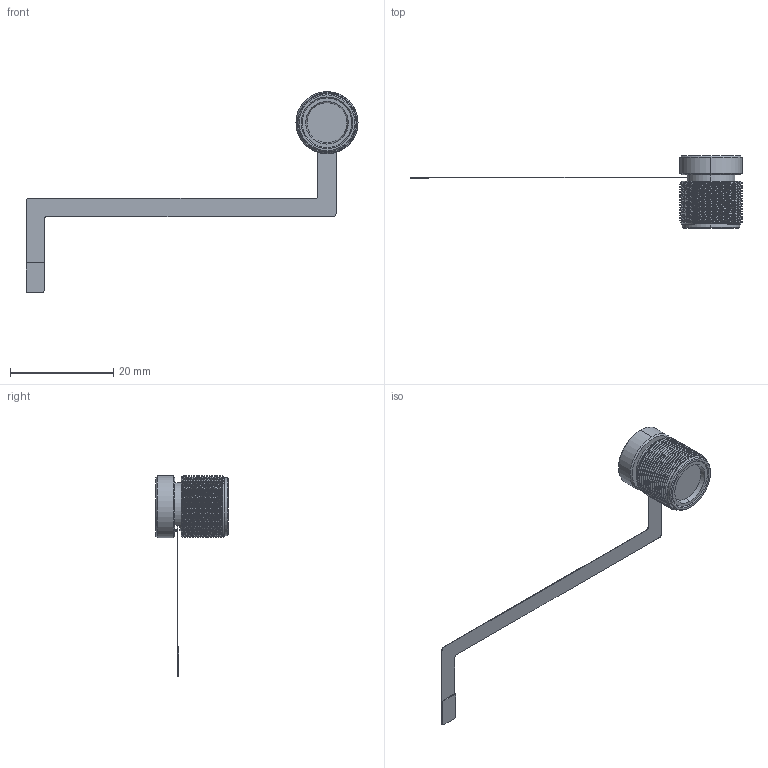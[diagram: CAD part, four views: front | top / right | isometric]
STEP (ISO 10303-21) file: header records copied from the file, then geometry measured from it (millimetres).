
FILE_DESCRIPTION (( 'STEP AP214' ), '1' );
FILE_NAME ('C-S-25H0-96-43.STEP', '2025-11-14T14:02:14', ( '' ), ( '' ), 'SwSTEP 2.0', 'SolidWorks 2023', '' );
FILE_SCHEMA (( 'AUTOMOTIVE_DESIGN' ));
Length unit declared in the file: millimetre
Products named in the file (1): C-S-25H0-96-43
Bounding box: 64.25 x 14 x 38.8 mm (x, y, z)
Volume: 1400.5 mm3; surface area: 1739.4 mm2
Topology: 3 solids, 3 shells, 182 faces, 486 edges, 322 vertices
Faces by surface type: cylinder 78, plane 74, cone 25, bspline 5
Entity records: 9943 total; most frequent: CARTESIAN_POINT 3449, ORIENTED_EDGE 972, DIRECTION 900, EDGE_CURVE 486, VERTEX_POINT 322, AXIS2_PLACEMENT_3D 315, VECTOR 270, LINE 270
